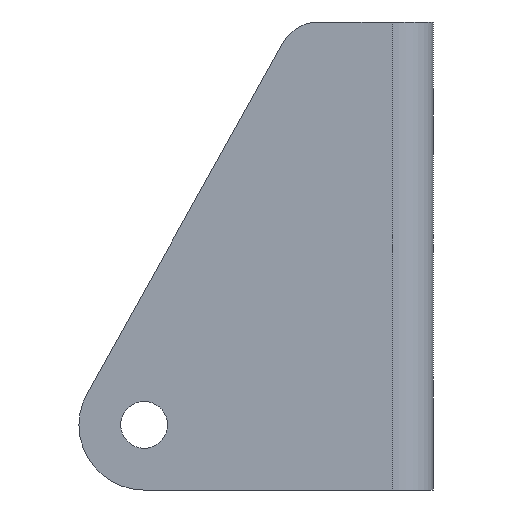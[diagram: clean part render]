
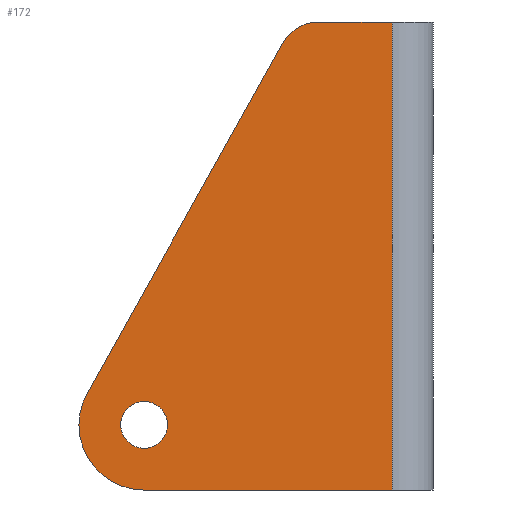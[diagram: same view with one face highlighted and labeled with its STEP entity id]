
A CAD part, left-side view. The second image highlights one B-rep face of the part: STEP entity #172.
In plain terms, the highlighted planar face has unit normal (-1, 0, 0).
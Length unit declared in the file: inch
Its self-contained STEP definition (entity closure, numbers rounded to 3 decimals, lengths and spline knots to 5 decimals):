
#30 = CARTESIAN_POINT ( 'NONE',  ( -0.6147, 1.27153, -1.9789 ) ) ;
#37 = CIRCLE ( 'NONE', #458, 0.32 ) ;
#39 = DIRECTION ( 'NONE',  ( 0., -0.488, 0.873 ) ) ;
#42 = CARTESIAN_POINT ( 'NONE',  ( -0.6147, 1.02918, -1.46299 ) ) ;
#53 = CARTESIAN_POINT ( 'NONE',  ( -0.6147, -0.46847, -2.3 ) ) ;
#55 = EDGE_LOOP ( 'NONE', ( #201, #620, #416, #880, #838, #665, #831, #810 ) ) ;
#71 = DIRECTION ( 'NONE',  ( 0., 0., 1. ) ) ;
#80 = FACE_OUTER_BOUND ( 'NONE', #55, .T. ) ;
#82 = CARTESIAN_POINT ( 'NONE',  ( -0.6147, 0.09419, 0. ) ) ;
#89 = CARTESIAN_POINT ( 'NONE',  ( -0.6147, 0.95153, -1.98 ) ) ;
#101 = AXIS2_PLACEMENT_3D ( 'NONE', #1087, #500, #328 ) ;
#103 = CARTESIAN_POINT ( 'NONE',  ( -0.6147, 1.27153, -2.3 ) ) ;
#105 = FACE_BOUND ( 'NONE', #282, .T. ) ;
#125 = DIRECTION ( 'NONE',  ( -1., 0., 0. ) ) ;
#152 = AXIS2_PLACEMENT_3D ( 'NONE', #53, #414, #578 ) ;
#155 = EDGE_CURVE ( 'NONE', #756, #812, #562, .T. ) ;
#160 = AXIS2_PLACEMENT_3D ( 'NONE', #825, #125, #734 ) ;
#164 = CARTESIAN_POINT ( 'NONE',  ( -0.6147, 0.95264, -2.3 ) ) ;
#172 = ADVANCED_FACE ( 'NONE', ( #105, #80 ), #728, .T. ) ;
#175 = VERTEX_POINT ( 'NONE', #996 ) ;
#179 = CARTESIAN_POINT ( 'NONE',  ( -0.6147, 0.26878, -0.10243 ) ) ;
#201 = ORIENTED_EDGE ( 'NONE', *, *, #266, .F. ) ;
#223 = VECTOR ( 'NONE', #1041, 39.37008 ) ;
#224 = ORIENTED_EDGE ( 'NONE', *, *, #693, .F. ) ;
#245 = LINE ( 'NONE', #103, #274 ) ;
#266 = EDGE_CURVE ( 'NONE', #680, #812, #948, .T. ) ;
#274 = VECTOR ( 'NONE', #1051, 39.37008 ) ;
#282 = EDGE_LOOP ( 'NONE', ( #938, #224 ) ) ;
#286 = VECTOR ( 'NONE', #356, 39.37008 ) ;
#308 = EDGE_CURVE ( 'NONE', #175, #952, #245, .T. ) ;
#328 = DIRECTION ( 'NONE',  ( 0., 0., 1. ) ) ;
#344 = EDGE_CURVE ( 'NONE', #1092, #952, #37, .T. ) ;
#356 = DIRECTION ( 'NONE',  ( 0., -1., 0. ) ) ;
#364 = CARTESIAN_POINT ( 'NONE',  ( -0.6147, 0.95153, -1.98 ) ) ;
#376 = CIRCLE ( 'NONE', #1108, 0.115 ) ;
#383 = EDGE_CURVE ( 'NONE', #1092, #540, #789, .T. ) ;
#413 = VECTOR ( 'NONE', #581, 39.37008 ) ;
#414 = DIRECTION ( 'NONE',  ( -1., 0., 0. ) ) ;
#416 = ORIENTED_EDGE ( 'NONE', *, *, #383, .F. ) ;
#430 = CARTESIAN_POINT ( 'NONE',  ( -0.6147, -0.46847, 0. ) ) ;
#433 = VERTEX_POINT ( 'NONE', #984 ) ;
#456 = CARTESIAN_POINT ( 'NONE',  ( -0.6147, -0.26847, -2.3 ) ) ;
#458 = AXIS2_PLACEMENT_3D ( 'NONE', #623, #726, #712 ) ;
#459 = EDGE_CURVE ( 'NONE', #175, #702, #961, .T. ) ;
#500 = DIRECTION ( 'NONE',  ( -1., 0., 0. ) ) ;
#522 = CIRCLE ( 'NONE', #822, 0.115 ) ;
#540 = VERTEX_POINT ( 'NONE', #179 ) ;
#562 = LINE ( 'NONE', #456, #223 ) ;
#565 = CARTESIAN_POINT ( 'NONE',  ( -0.6147, 1.23087, -1.82388 ) ) ;
#578 = DIRECTION ( 'NONE',  ( 0., 0., 1. ) ) ;
#581 = DIRECTION ( 'NONE',  ( 0., -1., 0. ) ) ;
#592 = CARTESIAN_POINT ( 'NONE',  ( -0.6147, -0.46847, -2.3 ) ) ;
#620 = ORIENTED_EDGE ( 'NONE', *, *, #1042, .T. ) ;
#623 = CARTESIAN_POINT ( 'NONE',  ( -0.6147, 0.95153, -1.98 ) ) ;
#640 = CARTESIAN_POINT ( 'NONE',  ( -0.6147, 0.95153, -1.865 ) ) ;
#651 = EDGE_CURVE ( 'NONE', #702, #756, #816, .T. ) ;
#665 = ORIENTED_EDGE ( 'NONE', *, *, #459, .T. ) ;
#680 = VERTEX_POINT ( 'NONE', #82 ) ;
#692 = CIRCLE ( 'NONE', #160, 0.2 ) ;
#693 = EDGE_CURVE ( 'NONE', #1089, #433, #522, .T. ) ;
#701 = CARTESIAN_POINT ( 'NONE',  ( -0.6147, -0.26847, -2.3 ) ) ;
#702 = VERTEX_POINT ( 'NONE', #164 ) ;
#712 = DIRECTION ( 'NONE',  ( 0., 0., 1. ) ) ;
#726 = DIRECTION ( 'NONE',  ( -1., 0., 0. ) ) ;
#728 = PLANE ( 'NONE',  #152 ) ;
#734 = DIRECTION ( 'NONE',  ( 0., 0., 1. ) ) ;
#756 = VERTEX_POINT ( 'NONE', #701 ) ;
#758 = EDGE_CURVE ( 'NONE', #433, #1089, #376, .T. ) ;
#789 = LINE ( 'NONE', #42, #923 ) ;
#810 = ORIENTED_EDGE ( 'NONE', *, *, #155, .T. ) ;
#812 = VERTEX_POINT ( 'NONE', #946 ) ;
#816 = LINE ( 'NONE', #592, #286 ) ;
#822 = AXIS2_PLACEMENT_3D ( 'NONE', #89, #1097, #71 ) ;
#825 = CARTESIAN_POINT ( 'NONE',  ( -0.6147, 0.09419, -0.2 ) ) ;
#831 = ORIENTED_EDGE ( 'NONE', *, *, #651, .T. ) ;
#838 = ORIENTED_EDGE ( 'NONE', *, *, #308, .F. ) ;
#865 = DIRECTION ( 'NONE',  ( -1., 0., 0. ) ) ;
#880 = ORIENTED_EDGE ( 'NONE', *, *, #344, .T. ) ;
#923 = VECTOR ( 'NONE', #39, 39.37008 ) ;
#938 = ORIENTED_EDGE ( 'NONE', *, *, #758, .F. ) ;
#946 = CARTESIAN_POINT ( 'NONE',  ( -0.6147, -0.26847, 0. ) ) ;
#948 = LINE ( 'NONE', #430, #413 ) ;
#952 = VERTEX_POINT ( 'NONE', #30 ) ;
#961 = CIRCLE ( 'NONE', #101, 0.32 ) ;
#984 = CARTESIAN_POINT ( 'NONE',  ( -0.6147, 0.95153, -2.095 ) ) ;
#996 = CARTESIAN_POINT ( 'NONE',  ( -0.6147, 1.27153, -1.9811 ) ) ;
#1040 = DIRECTION ( 'NONE',  ( 0., 0., 1. ) ) ;
#1041 = DIRECTION ( 'NONE',  ( 0., 0., 1. ) ) ;
#1042 = EDGE_CURVE ( 'NONE', #680, #540, #692, .T. ) ;
#1051 = DIRECTION ( 'NONE',  ( 0., 0., 1. ) ) ;
#1087 = CARTESIAN_POINT ( 'NONE',  ( -0.6147, 0.95153, -1.98 ) ) ;
#1089 = VERTEX_POINT ( 'NONE', #640 ) ;
#1092 = VERTEX_POINT ( 'NONE', #565 ) ;
#1097 = DIRECTION ( 'NONE',  ( -1., 0., 0. ) ) ;
#1108 = AXIS2_PLACEMENT_3D ( 'NONE', #364, #865, #1040 ) ;
